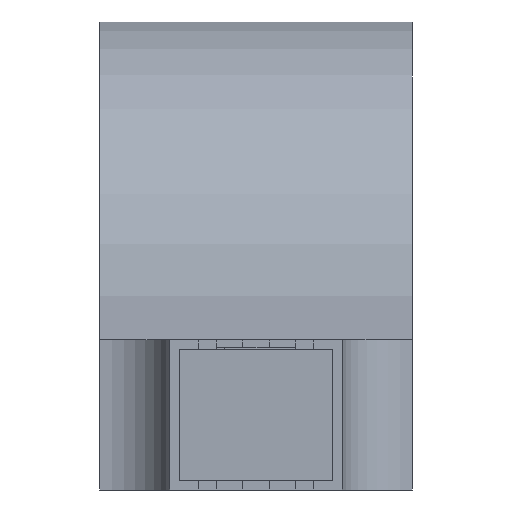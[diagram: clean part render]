
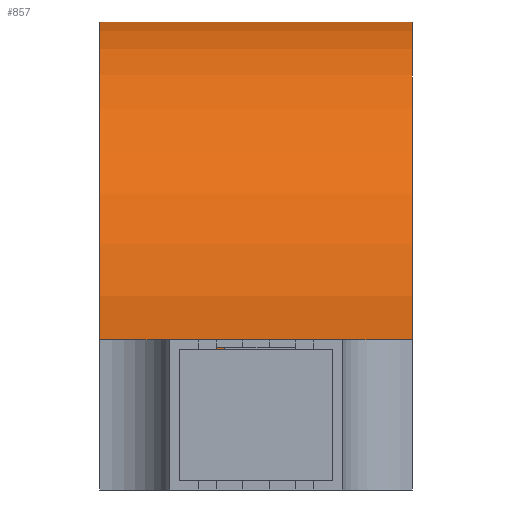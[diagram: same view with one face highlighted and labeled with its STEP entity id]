
A CAD part, left-side view. The second image highlights one B-rep face of the part: STEP entity #857.
In plain terms, the highlighted cylindrical face has radius 1.001 mm (diameter 2.002 mm), a partial arc.
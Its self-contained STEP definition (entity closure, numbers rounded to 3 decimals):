
#857 = ADVANCED_FACE( '', ( #1693 ), #1694, .T. );
#1693 = FACE_OUTER_BOUND( '', #2837, .T. );
#1694 = CYLINDRICAL_SURFACE( '', #2838, 1.001 );
#2837 = EDGE_LOOP( '', ( #4935, #4936, #4937, #4938 ) );
#2838 = AXIS2_PLACEMENT_3D( '', #4939, #4940, #4941 );
#4935 = ORIENTED_EDGE( '', *, *, #6849, .T. );
#4936 = ORIENTED_EDGE( '', *, *, #6787, .F. );
#4937 = ORIENTED_EDGE( '', *, *, #6650, .F. );
#4938 = ORIENTED_EDGE( '', *, *, #6786, .T. );
#4939 = CARTESIAN_POINT( '', ( 0., -0.5, 0.499 ) );
#4940 = DIRECTION( '', ( 0., -1., 0. ) );
#4941 = DIRECTION( '', ( 0., 0., 1. ) );
#6650 = EDGE_CURVE( '', #7899, #7900, #7901, .T. );
#6786 = EDGE_CURVE( '', #7899, #8098, #8100, .T. );
#6787 = EDGE_CURVE( '', #7900, #8097, #8101, .T. );
#6849 = EDGE_CURVE( '', #8098, #8097, #8185, .T. );
#7899 = VERTEX_POINT( '', #9690 );
#7900 = VERTEX_POINT( '', #9691 );
#7901 = CIRCLE( '', #9692, 1.001 );
#8097 = VERTEX_POINT( '', #9984 );
#8098 = VERTEX_POINT( '', #9985 );
#8100 = LINE( '', #9988, #9989 );
#8101 = LINE( '', #9990, #9991 );
#8185 = CIRCLE( '', #10111, 1.001 );
#9690 = CARTESIAN_POINT( '', ( 1., -0.5, 0.45 ) );
#9691 = CARTESIAN_POINT( '', ( -1., -0.5, 0.45 ) );
#9692 = AXIS2_PLACEMENT_3D( '', #11149, #11150, #11151 );
#9984 = CARTESIAN_POINT( '', ( -1., 0.5, 0.45 ) );
#9985 = CARTESIAN_POINT( '', ( 1., 0.5, 0.45 ) );
#9988 = CARTESIAN_POINT( '', ( 1., -0.5, 0.45 ) );
#9989 = VECTOR( '', #11274, 1000. );
#9990 = CARTESIAN_POINT( '', ( -1., -0.5, 0.45 ) );
#9991 = VECTOR( '', #11275, 1000. );
#10111 = AXIS2_PLACEMENT_3D( '', #11327, #11328, #11329 );
#11149 = CARTESIAN_POINT( '', ( 0., -0.5, 0.499 ) );
#11150 = DIRECTION( '', ( 0., -1., 0. ) );
#11151 = DIRECTION( '', ( 0., 0., -1. ) );
#11274 = DIRECTION( '', ( 0., 1., 0. ) );
#11275 = DIRECTION( '', ( 0., 1., 0. ) );
#11327 = CARTESIAN_POINT( '', ( 0., 0.5, 0.499 ) );
#11328 = DIRECTION( '', ( 0., -1., 0. ) );
#11329 = DIRECTION( '', ( 0., 0., -1. ) );
